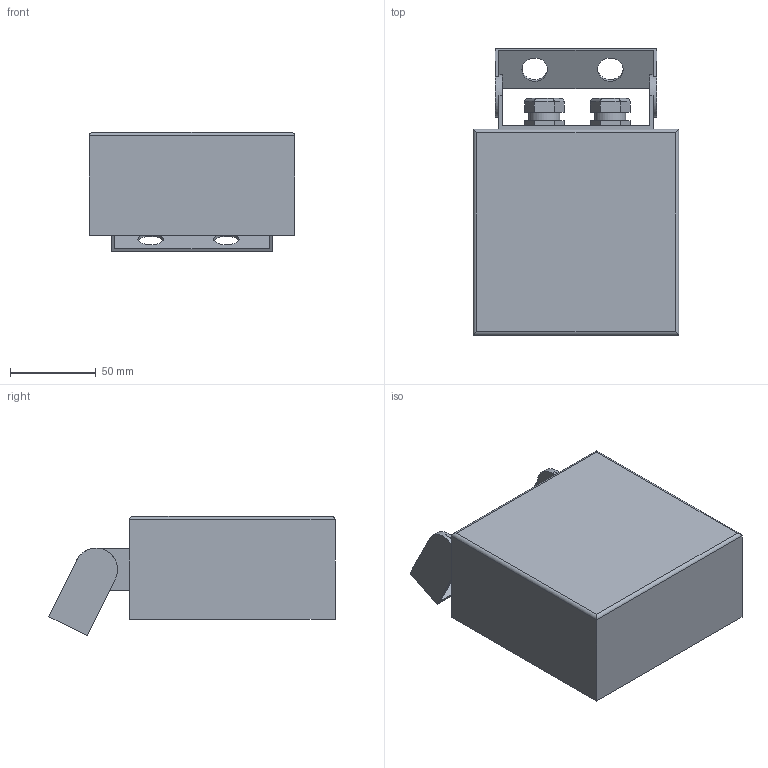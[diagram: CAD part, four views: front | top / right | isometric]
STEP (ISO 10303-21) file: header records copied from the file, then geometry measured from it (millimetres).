
FILE_DESCRIPTION(/* description */ ('Unknown'),/* implementation_level */ '2;1');
FILE_NAME(/* name */ 'SN 804.1 W LED 230V',/* time_stamp */ '2018-06-19T14:36:11+02:00',/* author */ ('Unknown'),/* organization */ ('Unknown'),/* preprocessor_version */ 'ST-DEVELOPER v16.7',/* originating_system */ 'DEX',/* authorisation */ $);
FILE_SCHEMA (('AUTOMOTIVE_DESIGN {1 0 10303 214 3 1 1}'));
Length unit declared in the file: millimetre
Products named in the file (1): Part6
Bounding box: 120 x 166.98 x 69.54 mm (x, y, z)
Volume: 889330.4 mm3; surface area: 70360.2 mm2
Topology: 1 solids, 1 shells, 73 faces, 182 edges, 116 vertices
Faces by surface type: plane 51, cylinder 22
Full cylindrical faces by diameter (mm): 15 x2, 18 x2
Entity records: 2144 total; most frequent: CARTESIAN_POINT 364, DIRECTION 356, ORIENTED_EDGE 352, EDGE_CURVE 176, LINE 144, VECTOR 144, VERTEX_POINT 114, AXIS2_PLACEMENT_3D 106
